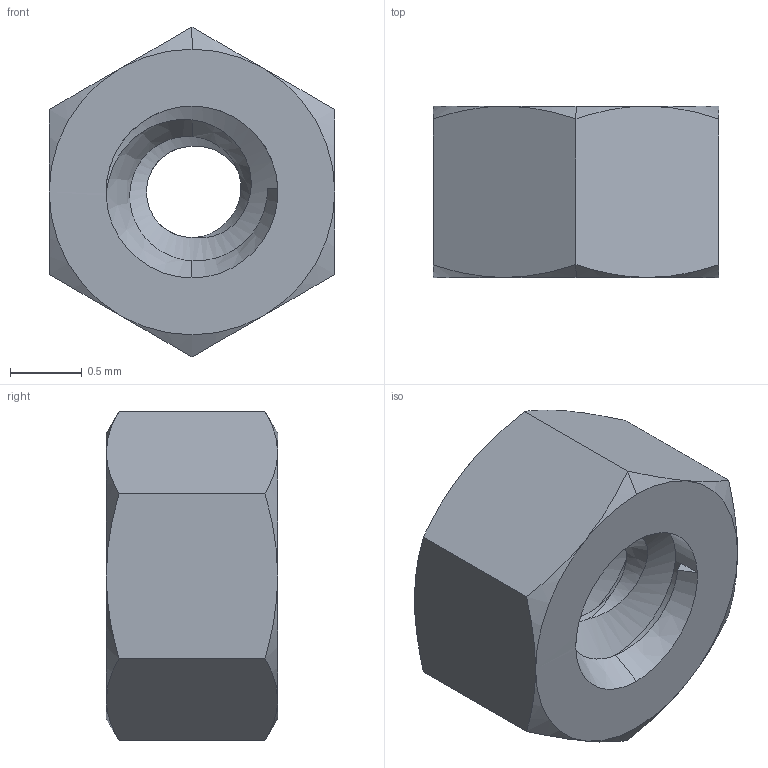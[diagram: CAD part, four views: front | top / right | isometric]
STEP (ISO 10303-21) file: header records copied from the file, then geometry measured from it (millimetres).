
FILE_DESCRIPTION (( 'STEP AP203' ), '1' );
FILE_NAME ('90001A403.step', '2015-02-23T18:04:52', ( '' ), ( '' ), 'SwSTEP 2.0', 'SolidWorks 2010', '' );
FILE_SCHEMA (( 'CONFIG_CONTROL_DESIGN' ));
Length unit declared in the file: inch
Products named in the file (1): 90001A403
Bounding box: 1.98 x 1.19 x 2.29 mm (x, y, z)
Volume: 3.1 mm3; surface area: 18 mm2
Topology: 1 solids, 1 shells, 40 faces, 95 edges, 57 vertices
Faces by surface type: cone 21, plane 9, cylinder 7, bspline 3
Entity records: 1579 total; most frequent: CARTESIAN_POINT 696, ORIENTED_EDGE 190, DIRECTION 138, EDGE_CURVE 95, AXIS2_PLACEMENT_3D 59, VERTEX_POINT 57, EDGE_LOOP 42, FACE_OUTER_BOUND 40
